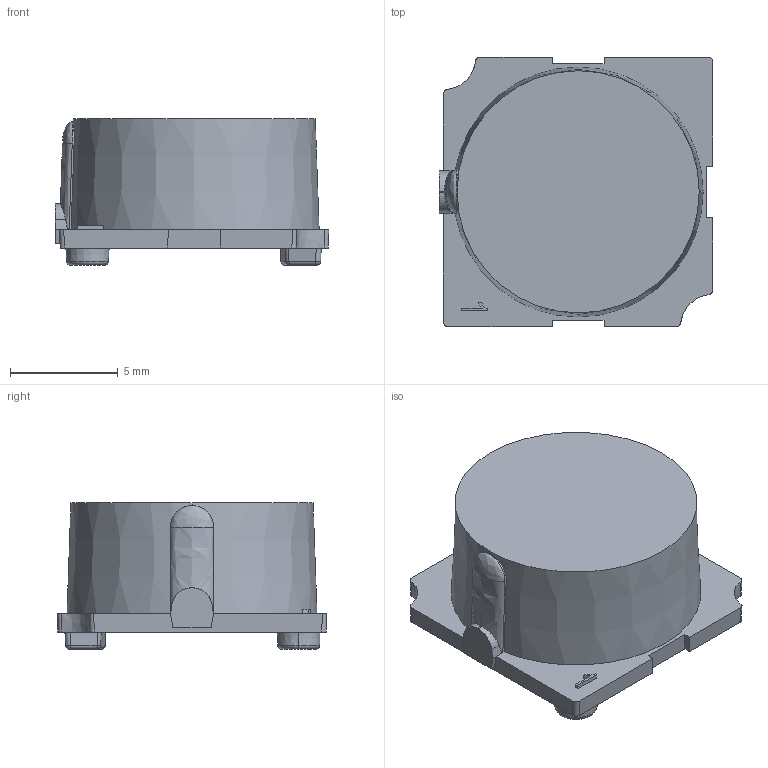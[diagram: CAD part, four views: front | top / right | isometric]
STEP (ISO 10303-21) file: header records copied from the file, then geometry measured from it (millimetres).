
FILE_DESCRIPTION (( 'STEP AP203' ), '1' );
FILE_NAME ('60168 Rev1 WB0035 Optic Customer.STEP', '2022-12-21T09:37:16', ( '' ), ( '' ), 'SwSTEP 2.0', 'SolidWorks 2022', '' );
FILE_SCHEMA (( 'CONFIG_CONTROL_DESIGN' ));
Length unit declared in the file: millimetre
Products named in the file (1): 60168 Rev1 WB0035 Optic Customer
Bounding box: 12.7 x 12.5 x 6.8 mm (x, y, z)
Volume: 417.9 mm3; surface area: 762 mm2
Topology: 1 solids, 1 shells, 94 faces, 231 edges, 142 vertices
Faces by surface type: plane 45, cylinder 16, cone 14, bspline 8, torus 6, sphere 5
Entity records: 2994 total; most frequent: CARTESIAN_POINT 800, ORIENTED_EDGE 456, DIRECTION 416, EDGE_CURVE 228, AXIS2_PLACEMENT_3D 144, VERTEX_POINT 142, VECTOR 128, LINE 128
